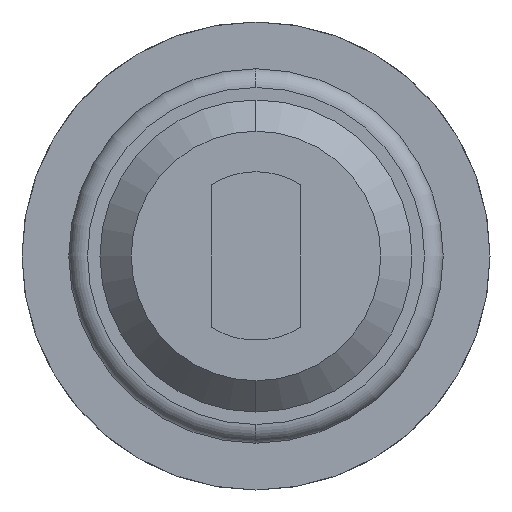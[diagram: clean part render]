
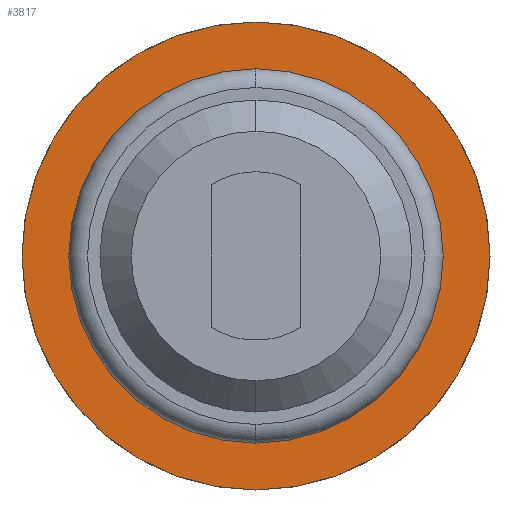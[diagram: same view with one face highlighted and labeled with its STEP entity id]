
A CAD part, front view. The second image highlights one B-rep face of the part: STEP entity #3817.
In plain terms, the highlighted planar face has unit normal (0, -1, 0).
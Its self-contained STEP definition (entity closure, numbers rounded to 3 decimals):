
#8 = CARTESIAN_POINT ( 'NONE',  ( 0., 20., 0. ) ) ;
#87 = EDGE_CURVE ( 'Defeature ausgef�hrt2_5+Defeature ausgef�hrt2_6+Defeature ausgef�hrt2_6+Defeature ausgef�hrt2_6', #3324, #1447, #476, .T. ) ;
#102 = EDGE_CURVE ( 'Defeature ausgef�hrt2_4+Defeature ausgef�hrt2_5+Defeature ausgef�hrt2_5+Defeature ausgef�hrt2_5', #2292, #594, #2206, .T. ) ;
#243 = CARTESIAN_POINT ( 'NONE',  ( 0., 20., 0. ) ) ;
#271 = ORIENTED_EDGE ( 'NONE', *, *, #102, .F. ) ;
#476 = CIRCLE ( 'NONE', #2999, 1.875 ) ;
#580 = EDGE_CURVE ( 'Defeature ausgef�hrt2_5+Defeature ausgef�hrt2_6+Defeature ausgef�hrt2_6+Defeature ausgef�hrt2_6', #1447, #3324, #2323, .T. ) ;
#594 = VERTEX_POINT ( 'NONE', #2002 ) ;
#660 = DIRECTION ( 'NONE',  ( 0., 0., 1. ) ) ;
#924 = FACE_BOUND ( 'NONE', #1454, .T. ) ;
#1087 = CARTESIAN_POINT ( 'NONE',  ( 0., 20., -1.875 ) ) ;
#1237 = DIRECTION ( 'NONE',  ( 0., -1., 0. ) ) ;
#1447 = VERTEX_POINT ( 'NONE', #2385 ) ;
#1454 = EDGE_LOOP ( 'NONE', ( #271, #3325 ) ) ;
#1562 = DIRECTION ( 'NONE',  ( 0., 0., 1. ) ) ;
#1725 = EDGE_LOOP ( 'NONE', ( #3525, #3580 ) ) ;
#1912 = CARTESIAN_POINT ( 'NONE',  ( -1.5, 20., 0. ) ) ;
#2002 = CARTESIAN_POINT ( 'NONE',  ( 0., 20., -1.5 ) ) ;
#2206 = CIRCLE ( 'NONE', #2777, 1.5 ) ;
#2230 = DIRECTION ( 'NONE',  ( 0., -1., 0. ) ) ;
#2232 = CARTESIAN_POINT ( 'NONE',  ( 0., 20., 0. ) ) ;
#2283 = DIRECTION ( 'NONE',  ( 0., -1., 0. ) ) ;
#2292 = VERTEX_POINT ( 'NONE', #4067 ) ;
#2301 = DIRECTION ( 'NONE',  ( 0., 0., 1. ) ) ;
#2323 = CIRCLE ( 'NONE', #2470, 1.875 ) ;
#2343 = DIRECTION ( 'NONE',  ( 0., 0., 1. ) ) ;
#2385 = CARTESIAN_POINT ( 'NONE',  ( 0., 20., 1.875 ) ) ;
#2428 = AXIS2_PLACEMENT_3D ( 'NONE', #8, #2781, #660 ) ;
#2470 = AXIS2_PLACEMENT_3D ( 'NONE', #243, #2674, #2343 ) ;
#2635 = FACE_OUTER_BOUND ( 'NONE', #1725, .T. ) ;
#2674 = DIRECTION ( 'NONE',  ( 0., -1., 0. ) ) ;
#2777 = AXIS2_PLACEMENT_3D ( 'NONE', #3002, #1237, #1562 ) ;
#2781 = DIRECTION ( 'NONE',  ( 0., -1., 0. ) ) ;
#2856 = CIRCLE ( 'NONE', #2428, 1.5 ) ;
#2999 = AXIS2_PLACEMENT_3D ( 'NONE', #2232, #2283, #4319 ) ;
#3002 = CARTESIAN_POINT ( 'NONE',  ( 0., 20., 0. ) ) ;
#3324 = VERTEX_POINT ( 'NONE', #1087 ) ;
#3325 = ORIENTED_EDGE ( 'NONE', *, *, #4315, .F. ) ;
#3525 = ORIENTED_EDGE ( 'NONE', *, *, #580, .T. ) ;
#3580 = ORIENTED_EDGE ( 'NONE', *, *, #87, .T. ) ;
#3678 = PLANE ( 'NONE',  #4226 ) ;
#3817 = ADVANCED_FACE ( 'Defeature ausgef�hrt2_5', ( #2635, #924 ), #3678, .T. ) ;
#4067 = CARTESIAN_POINT ( 'NONE',  ( 0., 20., 1.5 ) ) ;
#4226 = AXIS2_PLACEMENT_3D ( 'NONE', #1912, #2230, #2301 ) ;
#4315 = EDGE_CURVE ( 'Defeature ausgef�hrt2_4+Defeature ausgef�hrt2_5+Defeature ausgef�hrt2_5+Defeature ausgef�hrt2_5', #594, #2292, #2856, .T. ) ;
#4319 = DIRECTION ( 'NONE',  ( 0., 0., 1. ) ) ;
